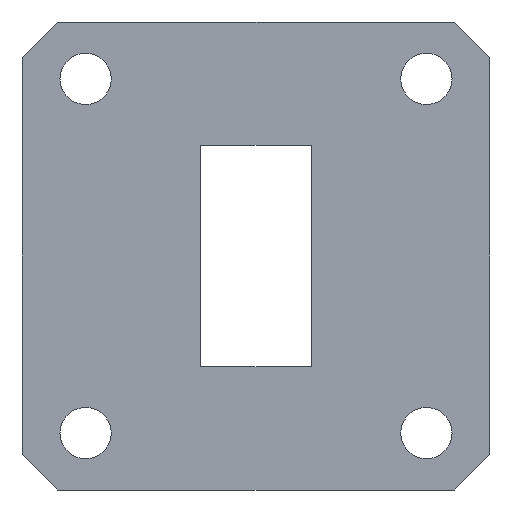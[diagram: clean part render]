
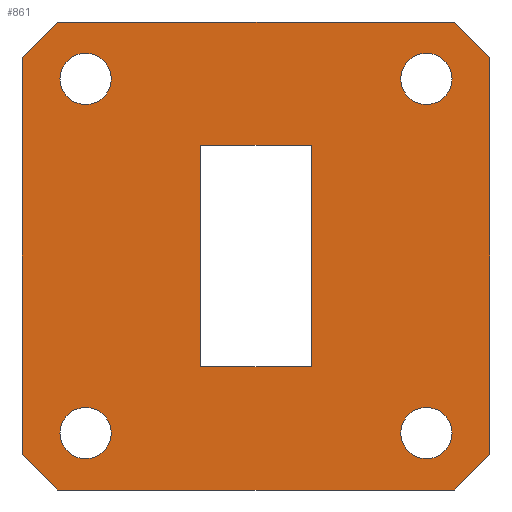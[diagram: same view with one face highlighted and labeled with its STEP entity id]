
A CAD part, left-side view. The second image highlights one B-rep face of the part: STEP entity #861.
In plain terms, the highlighted planar face has unit normal (-1, 0, 0).
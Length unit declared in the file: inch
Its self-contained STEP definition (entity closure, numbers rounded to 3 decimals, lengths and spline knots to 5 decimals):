
#2 = ORIENTED_EDGE ( 'NONE', *, *, #439, .F. ) ;
#34 = VECTOR ( 'NONE', #2646, 39.37008 ) ;
#36 = ORIENTED_EDGE ( 'NONE', *, *, #1386, .F. ) ;
#62 = VECTOR ( 'NONE', #3064, 39.37008 ) ;
#64 = CARTESIAN_POINT ( 'NONE',  ( -3., -0.1555, 0.311 ) ) ;
#88 = DIRECTION ( 'NONE',  ( -1., 0., 0. ) ) ;
#110 = CARTESIAN_POINT ( 'NONE',  ( -3., 0.1555, 0.311 ) ) ;
#156 = CARTESIAN_POINT ( 'NONE',  ( -3., -0.1555, -0.311 ) ) ;
#300 = ORIENTED_EDGE ( 'NONE', *, *, #4286, .F. ) ;
#346 = ORIENTED_EDGE ( 'NONE', *, *, #4997, .T. ) ;
#431 = CARTESIAN_POINT ( 'NONE',  ( -3., -0.5565, 0.6565 ) ) ;
#439 = EDGE_CURVE ( 'NONE', #1721, #2213, #5351, .T. ) ;
#557 = VECTOR ( 'NONE', #2337, 39.37008 ) ;
#561 = CARTESIAN_POINT ( 'NONE',  ( -3., -0.478, 0.569 ) ) ;
#608 = ORIENTED_EDGE ( 'NONE', *, *, #785, .T. ) ;
#630 = ORIENTED_EDGE ( 'NONE', *, *, #2538, .F. ) ;
#632 = DIRECTION ( 'NONE',  ( 0., 1., 0. ) ) ;
#643 = AXIS2_PLACEMENT_3D ( 'NONE', #1462, #3076, #3917 ) ;
#665 = VERTEX_POINT ( 'NONE', #431 ) ;
#697 = FACE_BOUND ( 'NONE', #2582, .T. ) ;
#731 = ORIENTED_EDGE ( 'NONE', *, *, #814, .F. ) ;
#751 = EDGE_CURVE ( 'NONE', #1316, #5235, #3090, .T. ) ;
#785 = EDGE_CURVE ( 'NONE', #4699, #3056, #3150, .T. ) ;
#814 = EDGE_CURVE ( 'NONE', #5218, #5218, #1837, .T. ) ;
#861 = ADVANCED_FACE ( 'NONE', ( #3660, #4068, #697, #1063, #4824, #4799 ), #1503, .T. ) ;
#976 = EDGE_LOOP ( 'NONE', ( #1377 ) ) ;
#999 = LINE ( 'NONE', #2184, #4773 ) ;
#1063 = FACE_BOUND ( 'NONE', #1516, .T. ) ;
#1069 = CARTESIAN_POINT ( 'NONE',  ( -3., 0.478, -0.425 ) ) ;
#1160 = DIRECTION ( 'NONE',  ( 0., 0., 1. ) ) ;
#1175 = CIRCLE ( 'NONE', #643, 0.072 ) ;
#1195 = VERTEX_POINT ( 'NONE', #3003 ) ;
#1226 = EDGE_LOOP ( 'NONE', ( #346, #3723, #1276, #2964, #2245, #608, #4110, #4271 ) ) ;
#1266 = EDGE_CURVE ( 'NONE', #665, #4699, #4032, .T. ) ;
#1276 = ORIENTED_EDGE ( 'NONE', *, *, #4356, .T. ) ;
#1282 = DIRECTION ( 'NONE',  ( -1., 0., 0. ) ) ;
#1291 = EDGE_CURVE ( 'NONE', #3953, #5226, #4817, .T. ) ;
#1316 = VERTEX_POINT ( 'NONE', #1556 ) ;
#1377 = ORIENTED_EDGE ( 'NONE', *, *, #2133, .F. ) ;
#1386 = EDGE_CURVE ( 'NONE', #3990, #3990, #1175, .T. ) ;
#1406 = CARTESIAN_POINT ( 'NONE',  ( -3., -0.6565, -0.6565 ) ) ;
#1448 = CARTESIAN_POINT ( 'NONE',  ( -3., 0.478, -0.497 ) ) ;
#1462 = CARTESIAN_POINT ( 'NONE',  ( -3., 0.478, 0.497 ) ) ;
#1503 = PLANE ( 'NONE',  #2488 ) ;
#1516 = EDGE_LOOP ( 'NONE', ( #36 ) ) ;
#1530 = VECTOR ( 'NONE', #2649, 39.37008 ) ;
#1540 = DIRECTION ( 'NONE',  ( 0., 1., 0. ) ) ;
#1556 = CARTESIAN_POINT ( 'NONE',  ( -3., 0.6565, -0.5565 ) ) ;
#1570 = CARTESIAN_POINT ( 'NONE',  ( -3., -0.1555, -0.311 ) ) ;
#1588 = ORIENTED_EDGE ( 'NONE', *, *, #5390, .F. ) ;
#1632 = VECTOR ( 'NONE', #4784, 39.37008 ) ;
#1713 = AXIS2_PLACEMENT_3D ( 'NONE', #2443, #1282, #4975 ) ;
#1721 = VERTEX_POINT ( 'NONE', #64 ) ;
#1796 = AXIS2_PLACEMENT_3D ( 'NONE', #3254, #88, #1160 ) ;
#1806 = CARTESIAN_POINT ( 'NONE',  ( -3., 0.6065, -0.6065 ) ) ;
#1837 = CIRCLE ( 'NONE', #4614, 0.072 ) ;
#1848 = LINE ( 'NONE', #1406, #1530 ) ;
#1964 = CARTESIAN_POINT ( 'NONE',  ( -3., -0.6065, -0.6065 ) ) ;
#1972 = DIRECTION ( 'NONE',  ( 0., 0., 1. ) ) ;
#2069 = VECTOR ( 'NONE', #2519, 39.37008 ) ;
#2133 = EDGE_CURVE ( 'NONE', #2638, #2638, #3537, .T. ) ;
#2160 = DIRECTION ( 'NONE',  ( 0., 0., -1. ) ) ;
#2184 = CARTESIAN_POINT ( 'NONE',  ( -3., 0.1555, 0.311 ) ) ;
#2213 = VERTEX_POINT ( 'NONE', #110 ) ;
#2243 = DIRECTION ( 'NONE',  ( 0., 0.707, -0.707 ) ) ;
#2245 = ORIENTED_EDGE ( 'NONE', *, *, #1266, .T. ) ;
#2274 = VECTOR ( 'NONE', #2243, 39.37008 ) ;
#2282 = CARTESIAN_POINT ( 'NONE',  ( -3., 0.478, 0.569 ) ) ;
#2337 = DIRECTION ( 'NONE',  ( 0., -1., 0. ) ) ;
#2362 = EDGE_LOOP ( 'NONE', ( #1588 ) ) ;
#2367 = CARTESIAN_POINT ( 'NONE',  ( -3., -0.1555, 0.311 ) ) ;
#2377 = CARTESIAN_POINT ( 'NONE',  ( -3., -0.6565, -0.5565 ) ) ;
#2408 = VECTOR ( 'NONE', #632, 39.37008 ) ;
#2443 = CARTESIAN_POINT ( 'NONE',  ( -3., -0.478, -0.497 ) ) ;
#2488 = AXIS2_PLACEMENT_3D ( 'NONE', #2773, #3604, #1972 ) ;
#2519 = DIRECTION ( 'NONE',  ( 0., 0.707, 0.707 ) ) ;
#2538 = EDGE_CURVE ( 'NONE', #3131, #1721, #4401, .T. ) ;
#2567 = EDGE_CURVE ( 'NONE', #3056, #1316, #5196, .T. ) ;
#2582 = EDGE_LOOP ( 'NONE', ( #731 ) ) ;
#2601 = CARTESIAN_POINT ( 'NONE',  ( -3., 0.5565, 0.6565 ) ) ;
#2638 = VERTEX_POINT ( 'NONE', #2753 ) ;
#2646 = DIRECTION ( 'NONE',  ( 0., 0., 1. ) ) ;
#2649 = DIRECTION ( 'NONE',  ( 0., -1., 0. ) ) ;
#2723 = CARTESIAN_POINT ( 'NONE',  ( -3., 0.6065, 0.6065 ) ) ;
#2753 = CARTESIAN_POINT ( 'NONE',  ( -3., -0.478, -0.425 ) ) ;
#2773 = CARTESIAN_POINT ( 'NONE',  ( -3., 0., 0. ) ) ;
#2780 = LINE ( 'NONE', #5347, #3021 ) ;
#2806 = ORIENTED_EDGE ( 'NONE', *, *, #3581, .F. ) ;
#2964 = ORIENTED_EDGE ( 'NONE', *, *, #4846, .T. ) ;
#3003 = CARTESIAN_POINT ( 'NONE',  ( -3., -0.6565, 0.5565 ) ) ;
#3021 = VECTOR ( 'NONE', #3154, 39.37008 ) ;
#3056 = VERTEX_POINT ( 'NONE', #3157 ) ;
#3064 = DIRECTION ( 'NONE',  ( 0., -0.707, -0.707 ) ) ;
#3076 = DIRECTION ( 'NONE',  ( -1., 0., 0. ) ) ;
#3090 = LINE ( 'NONE', #1806, #62 ) ;
#3131 = VERTEX_POINT ( 'NONE', #1570 ) ;
#3136 = CARTESIAN_POINT ( 'NONE',  ( -3., 0.6565, -0.6565 ) ) ;
#3150 = LINE ( 'NONE', #2723, #2274 ) ;
#3154 = DIRECTION ( 'NONE',  ( 0., 0., 1. ) ) ;
#3157 = CARTESIAN_POINT ( 'NONE',  ( -3., 0.6565, 0.5565 ) ) ;
#3254 = CARTESIAN_POINT ( 'NONE',  ( -3., -0.478, 0.497 ) ) ;
#3537 = CIRCLE ( 'NONE', #1713, 0.072 ) ;
#3581 = EDGE_CURVE ( 'NONE', #2213, #4550, #999, .T. ) ;
#3604 = DIRECTION ( 'NONE',  ( -1., 0., 0. ) ) ;
#3660 = FACE_BOUND ( 'NONE', #3803, .T. ) ;
#3723 = ORIENTED_EDGE ( 'NONE', *, *, #1291, .T. ) ;
#3742 = VECTOR ( 'NONE', #1540, 39.37008 ) ;
#3803 = EDGE_LOOP ( 'NONE', ( #630, #300, #2806, #2 ) ) ;
#3917 = DIRECTION ( 'NONE',  ( 0., 0., 1. ) ) ;
#3953 = VERTEX_POINT ( 'NONE', #4923 ) ;
#3990 = VERTEX_POINT ( 'NONE', #2282 ) ;
#4007 = CARTESIAN_POINT ( 'NONE',  ( -3., -0.6565, 0.6565 ) ) ;
#4032 = LINE ( 'NONE', #4007, #2408 ) ;
#4068 = FACE_OUTER_BOUND ( 'NONE', #1226, .T. ) ;
#4110 = ORIENTED_EDGE ( 'NONE', *, *, #2567, .T. ) ;
#4153 = CIRCLE ( 'NONE', #1796, 0.072 ) ;
#4271 = ORIENTED_EDGE ( 'NONE', *, *, #751, .T. ) ;
#4286 = EDGE_CURVE ( 'NONE', #4550, #3131, #4827, .T. ) ;
#4353 = CARTESIAN_POINT ( 'NONE',  ( -3., 0.5565, -0.6565 ) ) ;
#4356 = EDGE_CURVE ( 'NONE', #5226, #1195, #2780, .T. ) ;
#4401 = LINE ( 'NONE', #156, #34 ) ;
#4417 = CARTESIAN_POINT ( 'NONE',  ( -3., 0.1555, -0.311 ) ) ;
#4550 = VERTEX_POINT ( 'NONE', #4998 ) ;
#4614 = AXIS2_PLACEMENT_3D ( 'NONE', #1448, #4770, #5098 ) ;
#4699 = VERTEX_POINT ( 'NONE', #2601 ) ;
#4770 = DIRECTION ( 'NONE',  ( -1., 0., 0. ) ) ;
#4773 = VECTOR ( 'NONE', #2160, 39.37008 ) ;
#4784 = DIRECTION ( 'NONE',  ( 0., 0., -1. ) ) ;
#4799 = FACE_BOUND ( 'NONE', #976, .T. ) ;
#4805 = VERTEX_POINT ( 'NONE', #561 ) ;
#4817 = LINE ( 'NONE', #1964, #5184 ) ;
#4824 = FACE_BOUND ( 'NONE', #2362, .T. ) ;
#4827 = LINE ( 'NONE', #4417, #557 ) ;
#4846 = EDGE_CURVE ( 'NONE', #1195, #665, #4938, .T. ) ;
#4923 = CARTESIAN_POINT ( 'NONE',  ( -3., -0.5565, -0.6565 ) ) ;
#4938 = LINE ( 'NONE', #5016, #2069 ) ;
#4975 = DIRECTION ( 'NONE',  ( 0., 0., 1. ) ) ;
#4997 = EDGE_CURVE ( 'NONE', #5235, #3953, #1848, .T. ) ;
#4998 = CARTESIAN_POINT ( 'NONE',  ( -3., 0.1555, -0.311 ) ) ;
#5016 = CARTESIAN_POINT ( 'NONE',  ( -3., -0.6065, 0.6065 ) ) ;
#5098 = DIRECTION ( 'NONE',  ( 0., 0., 1. ) ) ;
#5184 = VECTOR ( 'NONE', #5231, 39.37008 ) ;
#5196 = LINE ( 'NONE', #3136, #1632 ) ;
#5218 = VERTEX_POINT ( 'NONE', #1069 ) ;
#5226 = VERTEX_POINT ( 'NONE', #2377 ) ;
#5231 = DIRECTION ( 'NONE',  ( 0., -0.707, 0.707 ) ) ;
#5235 = VERTEX_POINT ( 'NONE', #4353 ) ;
#5347 = CARTESIAN_POINT ( 'NONE',  ( -3., -0.6565, -0.6565 ) ) ;
#5351 = LINE ( 'NONE', #2367, #3742 ) ;
#5390 = EDGE_CURVE ( 'NONE', #4805, #4805, #4153, .T. ) ;
